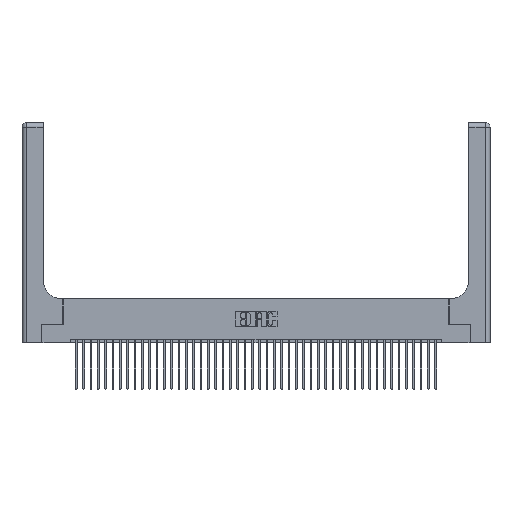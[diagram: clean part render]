
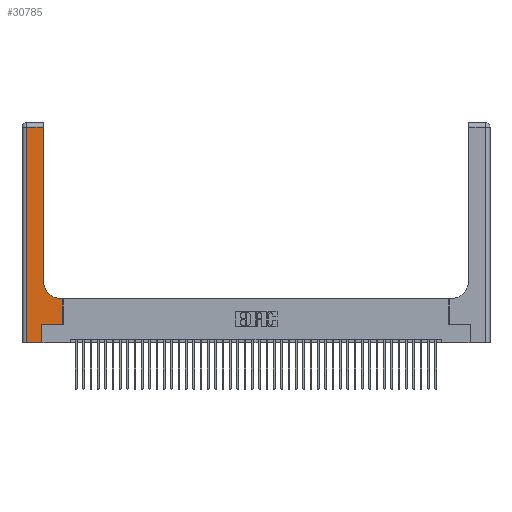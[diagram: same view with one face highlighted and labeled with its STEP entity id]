
A CAD part, top view. The second image highlights one B-rep face of the part: STEP entity #30785.
In plain terms, the highlighted planar face has unit normal (0, 0, 1).
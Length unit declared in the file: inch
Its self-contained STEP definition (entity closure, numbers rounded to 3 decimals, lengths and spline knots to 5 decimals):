
#297 = CARTESIAN_POINT ( 'NONE',  ( 0.5585, 0.25, 0.37 ) ) ;
#737 = AXIS2_PLACEMENT_3D ( 'NONE', #8537, #31574, #18616 ) ;
#1402 = DIRECTION ( 'NONE',  ( 1., 0., 0. ) ) ;
#1460 = CARTESIAN_POINT ( 'NONE',  ( 0.269, 0., 0.37 ) ) ;
#1560 = LINE ( 'NONE', #31824, #9945 ) ;
#2554 = EDGE_CURVE ( 'NONE', #23344, #12666, #6782, .T. ) ;
#2906 = EDGE_LOOP ( 'NONE', ( #42981, #36434, #6936, #42708, #40449, #41042, #40843, #16491, #22583 ) ) ;
#4192 = CARTESIAN_POINT ( 'NONE',  ( 0.06, 2.94, 0.37 ) ) ;
#5019 = VERTEX_POINT ( 'NONE', #297 ) ;
#5411 = VECTOR ( 'NONE', #1402, 39.37008 ) ;
#6782 = LINE ( 'NONE', #41091, #41813 ) ;
#6936 = ORIENTED_EDGE ( 'NONE', *, *, #33095, .T. ) ;
#8033 = CARTESIAN_POINT ( 'NONE',  ( 0.06, 3., 0.37 ) ) ;
#8088 = EDGE_CURVE ( 'NONE', #5019, #20499, #11838, .T. ) ;
#8537 = CARTESIAN_POINT ( 'NONE',  ( 0., 3., 0.37 ) ) ;
#9691 = LINE ( 'NONE', #19099, #27442 ) ;
#9945 = VECTOR ( 'NONE', #20091, 39.37008 ) ;
#10231 = VECTOR ( 'NONE', #32247, 39.37008 ) ;
#10438 = CARTESIAN_POINT ( 'NONE',  ( 0.2915, 2.94, 0.37 ) ) ;
#10730 = EDGE_CURVE ( 'NONE', #26778, #17093, #26545, .T. ) ;
#11111 = CARTESIAN_POINT ( 'NONE',  ( 0.5585, 0.25, 0.37 ) ) ;
#11544 = AXIS2_PLACEMENT_3D ( 'NONE', #18365, #21320, #21763 ) ;
#11752 = EDGE_CURVE ( 'NONE', #12666, #16800, #9691, .T. ) ;
#11838 = LINE ( 'NONE', #11111, #28604 ) ;
#12654 = DIRECTION ( 'NONE',  ( 0., 1., 0. ) ) ;
#12666 = VERTEX_POINT ( 'NONE', #1460 ) ;
#13884 = CARTESIAN_POINT ( 'NONE',  ( 0.2915, 0.6, 0.37 ) ) ;
#14559 = VECTOR ( 'NONE', #40114, 39.37008 ) ;
#16491 = ORIENTED_EDGE ( 'NONE', *, *, #25415, .T. ) ;
#16800 = VERTEX_POINT ( 'NONE', #28075 ) ;
#17093 = VERTEX_POINT ( 'NONE', #41195 ) ;
#17705 = LINE ( 'NONE', #36744, #14559 ) ;
#17821 = DIRECTION ( 'NONE',  ( 0., 1., 0. ) ) ;
#18365 = CARTESIAN_POINT ( 'NONE',  ( 0.5415, 0.85, 0.37 ) ) ;
#18616 = DIRECTION ( 'NONE',  ( -1., 0., 0. ) ) ;
#19099 = CARTESIAN_POINT ( 'NONE',  ( 0.269, 0., 0.37 ) ) ;
#19481 = CARTESIAN_POINT ( 'NONE',  ( 0.5415, 0.6, 0.37 ) ) ;
#20091 = DIRECTION ( 'NONE',  ( -1., 0., 0. ) ) ;
#20499 = VERTEX_POINT ( 'NONE', #28476 ) ;
#21320 = DIRECTION ( 'NONE',  ( 0., 0., -1. ) ) ;
#21763 = DIRECTION ( 'NONE',  ( 1., 0., 0. ) ) ;
#22583 = ORIENTED_EDGE ( 'NONE', *, *, #10730, .T. ) ;
#23208 = LINE ( 'NONE', #31143, #5411 ) ;
#23344 = VERTEX_POINT ( 'NONE', #27673 ) ;
#23572 = EDGE_CURVE ( 'NONE', #17093, #24129, #17705, .T. ) ;
#24129 = VERTEX_POINT ( 'NONE', #10438 ) ;
#25415 = EDGE_CURVE ( 'NONE', #20499, #26778, #36953, .T. ) ;
#26529 = FACE_OUTER_BOUND ( 'NONE', #2906, .T. ) ;
#26545 = CIRCLE ( 'NONE', #11544, 0.25 ) ;
#26778 = VERTEX_POINT ( 'NONE', #19481 ) ;
#27442 = VECTOR ( 'NONE', #12654, 39.37008 ) ;
#27673 = CARTESIAN_POINT ( 'NONE',  ( 0.06, 0., 0.37 ) ) ;
#28075 = CARTESIAN_POINT ( 'NONE',  ( 0.269, 0.25, 0.37 ) ) ;
#28476 = CARTESIAN_POINT ( 'NONE',  ( 0.5585, 0.6, 0.37 ) ) ;
#28604 = VECTOR ( 'NONE', #17821, 39.37008 ) ;
#28878 = EDGE_CURVE ( 'NONE', #24129, #35759, #1560, .T. ) ;
#29416 = DIRECTION ( 'NONE',  ( 0., -1., 0. ) ) ;
#30785 = ADVANCED_FACE ( 'NONE', ( #26529 ), #41468, .F. ) ;
#31143 = CARTESIAN_POINT ( 'NONE',  ( 0.269, 0.25, 0.37 ) ) ;
#31171 = DIRECTION ( 'NONE',  ( 1., 0., 0. ) ) ;
#31574 = DIRECTION ( 'NONE',  ( 0., 0., -1. ) ) ;
#31824 = CARTESIAN_POINT ( 'NONE',  ( 0., 2.94, 0.37 ) ) ;
#32247 = DIRECTION ( 'NONE',  ( -1., 0., 0. ) ) ;
#33095 = EDGE_CURVE ( 'NONE', #35759, #23344, #34665, .T. ) ;
#33156 = EDGE_CURVE ( 'NONE', #16800, #5019, #23208, .T. ) ;
#33211 = VECTOR ( 'NONE', #29416, 39.37008 ) ;
#34665 = LINE ( 'NONE', #8033, #33211 ) ;
#35759 = VERTEX_POINT ( 'NONE', #4192 ) ;
#36434 = ORIENTED_EDGE ( 'NONE', *, *, #28878, .T. ) ;
#36744 = CARTESIAN_POINT ( 'NONE',  ( 0.2915, 3., 0.37 ) ) ;
#36953 = LINE ( 'NONE', #13884, #10231 ) ;
#40114 = DIRECTION ( 'NONE',  ( 0., 1., 0. ) ) ;
#40449 = ORIENTED_EDGE ( 'NONE', *, *, #11752, .T. ) ;
#40843 = ORIENTED_EDGE ( 'NONE', *, *, #8088, .T. ) ;
#41042 = ORIENTED_EDGE ( 'NONE', *, *, #33156, .T. ) ;
#41091 = CARTESIAN_POINT ( 'NONE',  ( 0., 0., 0.37 ) ) ;
#41195 = CARTESIAN_POINT ( 'NONE',  ( 0.2915, 0.85, 0.37 ) ) ;
#41468 = PLANE ( 'NONE',  #737 ) ;
#41813 = VECTOR ( 'NONE', #31171, 39.37008 ) ;
#42708 = ORIENTED_EDGE ( 'NONE', *, *, #2554, .T. ) ;
#42981 = ORIENTED_EDGE ( 'NONE', *, *, #23572, .T. ) ;
